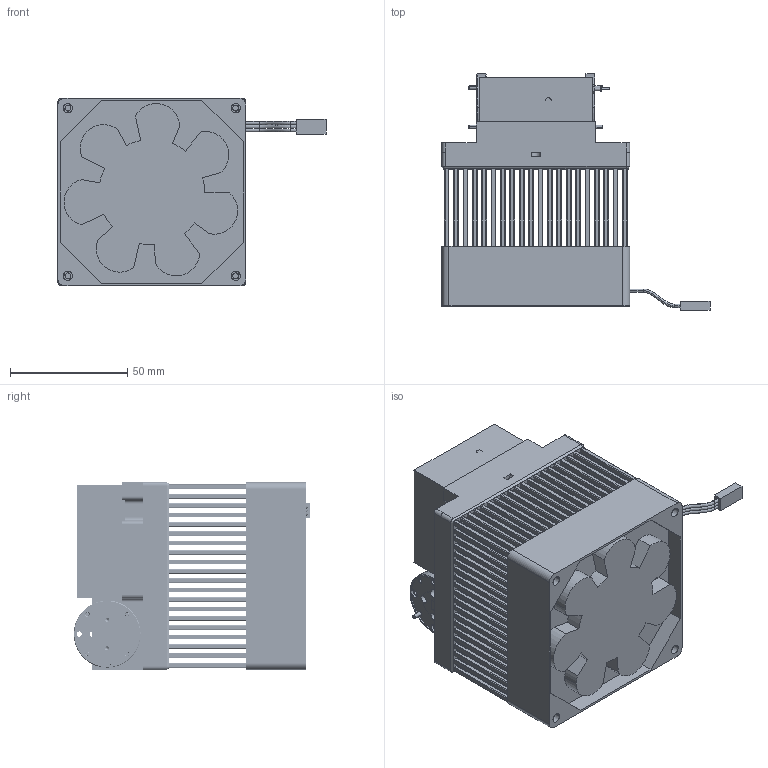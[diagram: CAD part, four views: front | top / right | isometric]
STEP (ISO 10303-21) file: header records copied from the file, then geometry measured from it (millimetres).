
FILE_DESCRIPTION (( 'STEP AP214' ), '1' );
FILE_NAME ('BG-SU-2-A-BR-H95.STEP', '2024-12-10T00:55:50', ( '' ), ( '' ), 'SwSTEP 2.0', 'SolidWorks 2021', '' );
FILE_SCHEMA (( 'AUTOMOTIVE_DESIGN' ));
Length unit declared in the file: inch
Products named in the file (1): BG-SU-2-A-BR-H95
Bounding box: 114.26 x 100.9 x 80 mm (x, y, z)
Volume: 355495.3 mm3; surface area: 162485.5 mm2
Topology: 21 solids, 28 shells, 5576 faces, 14787 edges, 9763 vertices
Faces by surface type: plane 2743, cylinder 2112, bspline 549, cone 172
Entity records: 276431 total; most frequent: CARTESIAN_POINT 66015, ORIENTED_EDGE 29434, DIRECTION 27538, EDGE_CURVE 14717, VERTEX_POINT 9763, AXIS2_PLACEMENT_3D 9196, VECTOR 9146, LINE 9146
